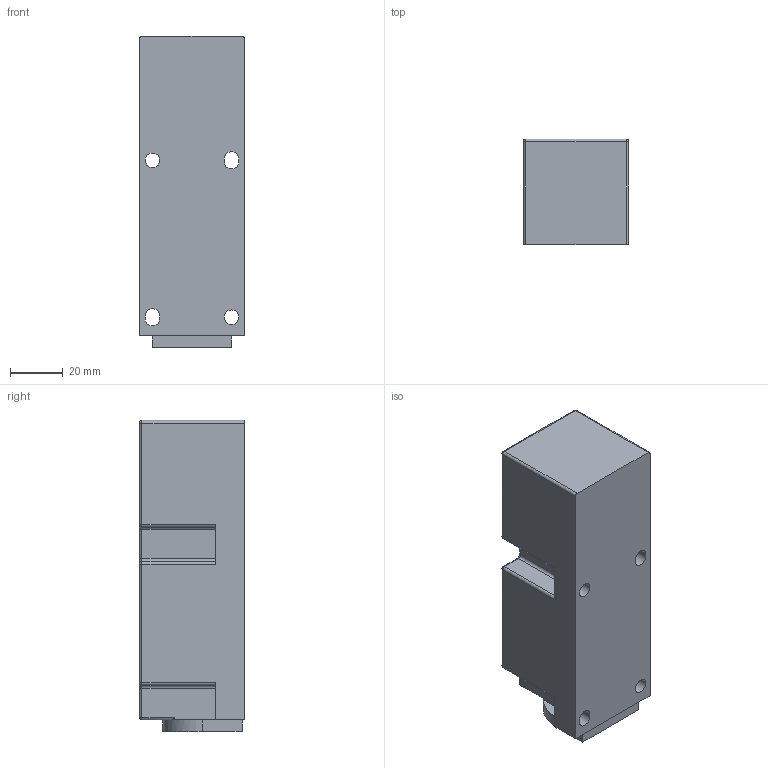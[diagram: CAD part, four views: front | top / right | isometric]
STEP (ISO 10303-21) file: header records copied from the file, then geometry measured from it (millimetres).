
FILE_DESCRIPTION((''),'2;1');
FILE_NAME('VARIKONT_D000267A','2006-01-03T',('Pepperl+Fuchs'),('Industriehansa'),'PRO/ENGINEER BY PARAMETRIC TECHNOLOGY CORPORATION, 2005290','PRO/ENGINEER BY PARAMETRIC TECHNOLOGY CORPORATION, 2005290','');
FILE_SCHEMA(('AUTOMOTIVE_DESIGN_CC2 { 1 2 10303 214 -1 1 5 2 }'));
Length unit declared in the file: millimetre
Products named in the file (1): VARIKONT_D000267A
Bounding box: 40 x 40 x 118 mm (x, y, z)
Volume: 166441.2 mm3; surface area: 24053.6 mm2
Topology: 1 solids, 1 shells, 94 faces, 280 edges, 196 vertices
Faces by surface type: cylinder 45, plane 33, sphere 10, torus 6
Entity records: 4118 total; most frequent: DIRECTION 580, CARTESIAN_POINT 526, ORIENTED_EDGE 452, PRESENTATION_STYLE_ASSIGNMENT 298, STYLED_ITEM 294, CURVE_STYLE 287, EDGE_CURVE 226, AXIS2_PLACEMENT_3D 207
